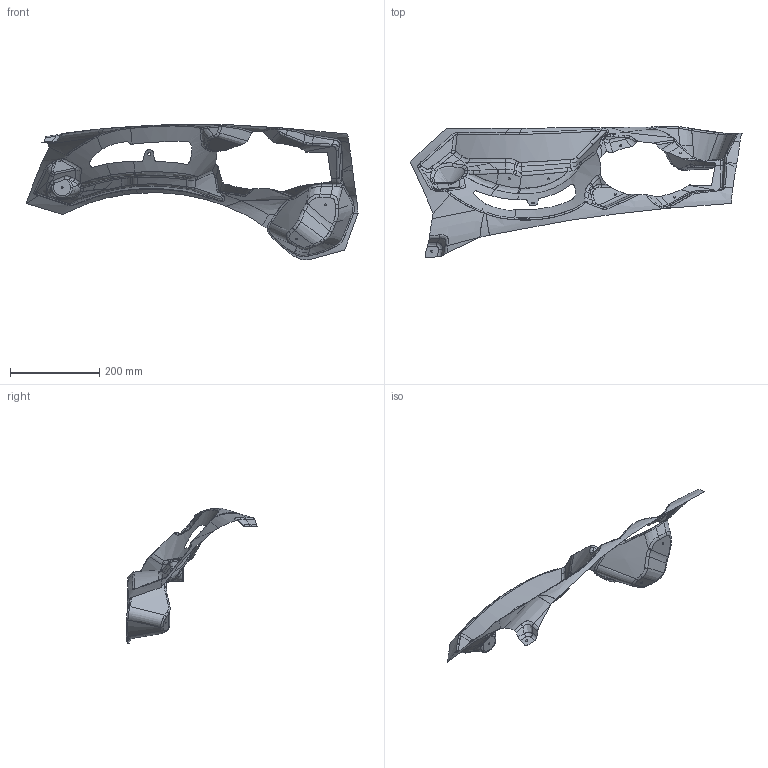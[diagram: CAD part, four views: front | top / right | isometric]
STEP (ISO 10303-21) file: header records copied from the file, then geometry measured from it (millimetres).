
FILE_DESCRIPTION(/* description */ (''),/* implementation_level */ '2;1');
FILE_NAME(/* name */ 'Rear Quarter Lower B-Side',/* time_stamp */ '2020-03-12T17:08:45-04:00',/* author */ (''),/* organization */ (''),/* preprocessor_version */ 'ST-DEVELOPER v16.13',/* originating_system */ '',/* authorisation */ '');
FILE_SCHEMA (('AUTOMOTIVE_DESIGN { 1 0 10303 214 3 1 1 }'));
Bounding box: 745.54 x 294.72 x 304.82 mm (x, y, z)
Surface area: 206742.7 mm2 (no closed solid volume)
Topology: 0 solids, 326 shells, 328 faces, 1560 edges, 1547 vertices
Faces by surface type: bspline 323, plane 5
Entity records: 42505 total; most frequent: CARTESIAN_POINT 33531, ORIENTED_EDGE 1561, EDGE_CURVE 1548, VERTEX_POINT 1547, B_SPLINE_CURVE_WITH_KNOTS 1426, EDGE_LOOP 339, FACE_OUTER_BOUND 328, ADVANCED_FACE 328
